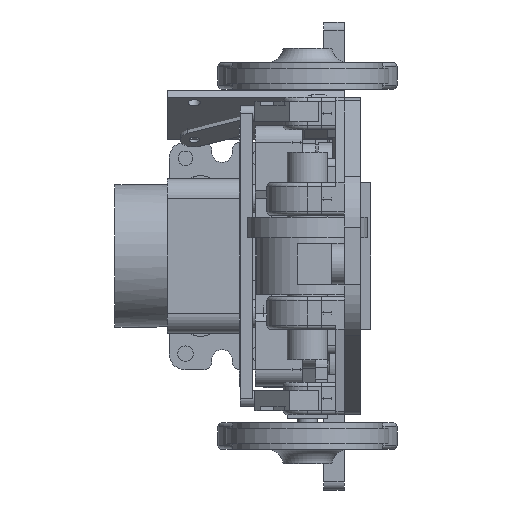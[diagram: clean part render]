
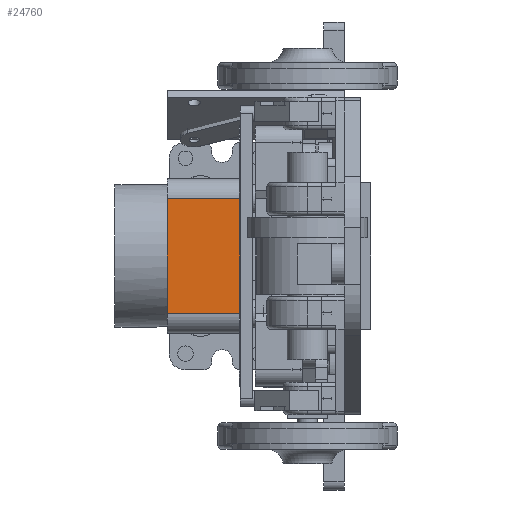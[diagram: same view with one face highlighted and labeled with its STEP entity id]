
A CAD part, left-side view. The second image highlights one B-rep face of the part: STEP entity #24760.
In plain terms, the highlighted planar face has unit normal (-1, 0, 0).
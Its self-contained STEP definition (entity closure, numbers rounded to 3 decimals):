
#1133=PLANE('',#26895);
#2107=FACE_OUTER_BOUND('',#3644,.T.);
#3644=EDGE_LOOP('',(#18412,#18413,#18414,#18415));
#5453=LINE('',#38611,#7834);
#5466=LINE('',#38650,#7847);
#5467=LINE('',#38652,#7848);
#5468=LINE('',#38653,#7849);
#7834=VECTOR('',#30823,10.);
#7847=VECTOR('',#30862,10.);
#7848=VECTOR('',#30865,10.);
#7849=VECTOR('',#30866,10.);
#11235=VERTEX_POINT('',#38608);
#11236=VERTEX_POINT('',#38610);
#11248=VERTEX_POINT('',#38646);
#11249=VERTEX_POINT('',#38648);
#13875=EDGE_CURVE('',#11235,#11236,#5453,.T.);
#13895=EDGE_CURVE('',#11248,#11249,#5466,.T.);
#13896=EDGE_CURVE('',#11235,#11248,#5467,.T.);
#13897=EDGE_CURVE('',#11236,#11249,#5468,.T.);
#18412=ORIENTED_EDGE('',*,*,#13896,.T.);
#18413=ORIENTED_EDGE('',*,*,#13895,.T.);
#18414=ORIENTED_EDGE('',*,*,#13897,.F.);
#18415=ORIENTED_EDGE('',*,*,#13875,.F.);
#24760=ADVANCED_FACE('',(#2107),#1133,.T.);
#26895=AXIS2_PLACEMENT_3D('',#38651,#30863,#30864);
#30823=DIRECTION('',(0.,1.,0.));
#30862=DIRECTION('',(0.,1.,0.));
#30863=DIRECTION('center_axis',(-1.,0.,0.));
#30864=DIRECTION('ref_axis',(0.,0.,1.));
#30865=DIRECTION('',(0.,0.,1.));
#30866=DIRECTION('',(0.,0.,1.));
#38608=CARTESIAN_POINT('',(-81.,20.,-163.1));
#38610=CARTESIAN_POINT('',(-81.,40.7,-163.1));
#38611=CARTESIAN_POINT('',(-81.,20.,-163.1));
#38646=CARTESIAN_POINT('',(-81.,20.,-134.9));
#38648=CARTESIAN_POINT('',(-81.,40.7,-134.9));
#38650=CARTESIAN_POINT('',(-81.,20.,-134.9));
#38651=CARTESIAN_POINT('Origin',(-81.,20.,-163.1));
#38652=CARTESIAN_POINT('',(-81.,20.,-168.));
#38653=CARTESIAN_POINT('',(-81.,40.7,-168.));
